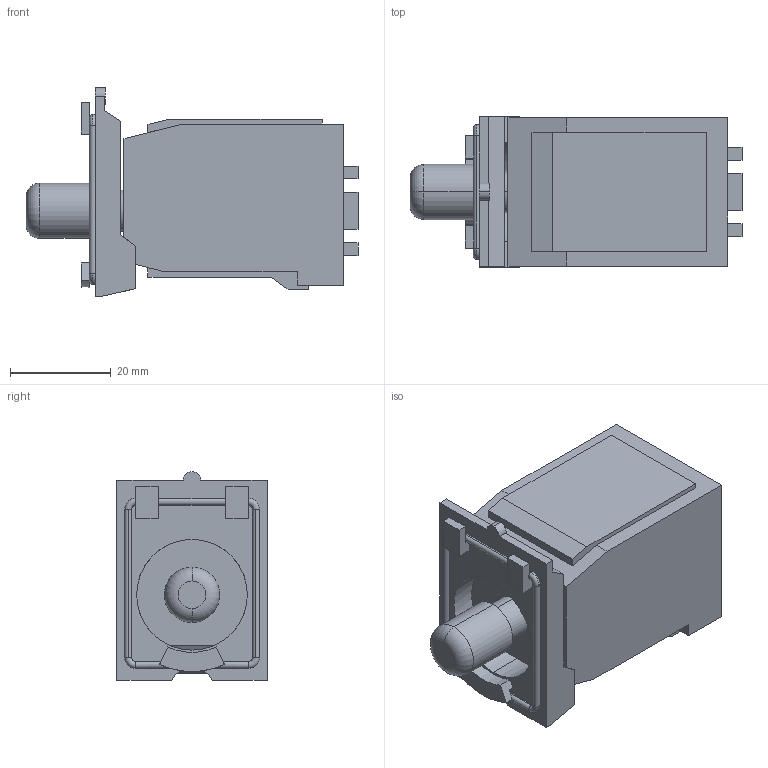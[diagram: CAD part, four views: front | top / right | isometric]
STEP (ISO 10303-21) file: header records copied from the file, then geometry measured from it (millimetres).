
FILE_DESCRIPTION(('starvars output'),'2;1');
FILE_NAME('ZB5AV6_3D.stp','11:02:29 2020/03/31',( 'Thomas Industrial Network Germany GmbH'),( 'Thomas Industrial Network Germany GmbH'),'unknown preprocess','ACIS' ,'unknown authorization');
FILE_SCHEMA(('AUTOMOTIVE_DESIGN_CC2 {UNKNOWN IMPLEMENTATION LEVEL}'));
Length unit declared in the file: millimetre
Products named in the file (1): PRODUCT_ID_16
Bounding box: 65.95 x 29.85 x 41.5 mm (x, y, z)
Volume: 46021.6 mm3; surface area: 11076.2 mm2
Topology: 1 solids, 1 shells, 122 faces, 344 edges, 226 vertices
Faces by surface type: plane 85, cylinder 23, torus 14
Entity records: 4641 total; most frequent: ORIENTED_EDGE 688, CARTESIAN_POINT 636, DIRECTION 530, EDGE_CURVE 344, VERTEX_POINT 226, VECTOR 226, LINE 226, AXIS2_PLACEMENT_3D 152
